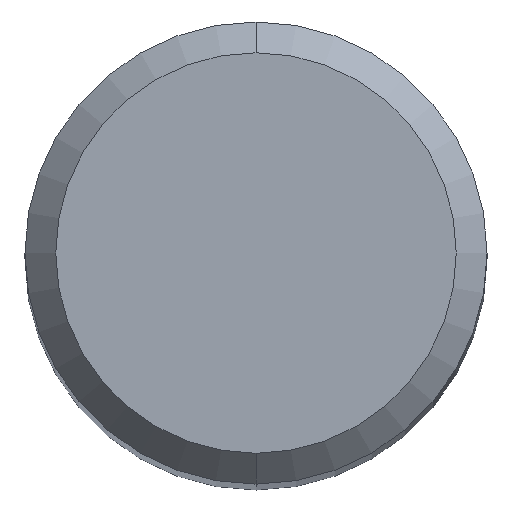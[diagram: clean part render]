
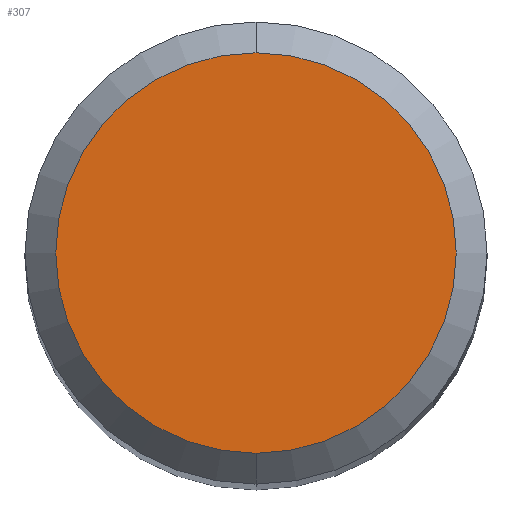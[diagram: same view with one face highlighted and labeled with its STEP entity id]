
A CAD part, top view. The second image highlights one B-rep face of the part: STEP entity #307.
In plain terms, the highlighted planar face has unit normal (0, 0, 1).
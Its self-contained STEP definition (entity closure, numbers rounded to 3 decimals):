
#307=ADVANCED_FACE('',(#705),#706,.T.);
#349=VERTEX_POINT('',#749);
#385=EDGE_CURVE('',#577,#349,#787,.T.);
#517=EDGE_CURVE('',#349,#577,#934,.T.);
#577=VERTEX_POINT('',#1003);
#705=FACE_OUTER_BOUND('',#1199,.T.);
#706=PLANE('',#1200);
#749=CARTESIAN_POINT('',(0.,-2.6,0.0));
#787=CIRCLE('',#1417,2.6);
#934=CIRCLE('',#1668,2.6);
#1003=CARTESIAN_POINT('',(0.0,2.6,0.0));
#1199=EDGE_LOOP('',(#1890,#1891));
#1200=AXIS2_PLACEMENT_3D('',#1892,#1893,#1894);
#1417=AXIS2_PLACEMENT_3D('',#1963,#1964,#1965);
#1668=AXIS2_PLACEMENT_3D('',#2126,#2127,#2128);
#1890=ORIENTED_EDGE('',*,*,#385,.F.);
#1891=ORIENTED_EDGE('',*,*,#517,.F.);
#1892=CARTESIAN_POINT('',(0.0,1.3,0.0));
#1893=DIRECTION('',(-0.0,0.0,1.0));
#1894=DIRECTION('',(0.0,-1.0,0.0));
#1963=CARTESIAN_POINT('',(0.0,0.0,0.0));
#1964=DIRECTION('',(0.0,0.0,-1.0));
#1965=DIRECTION('',(0.0,1.0,0.0));
#2126=CARTESIAN_POINT('',(0.0,0.0,0.0));
#2127=DIRECTION('',(0.0,0.0,-1.0));
#2128=DIRECTION('',(0.0,1.0,0.0));
